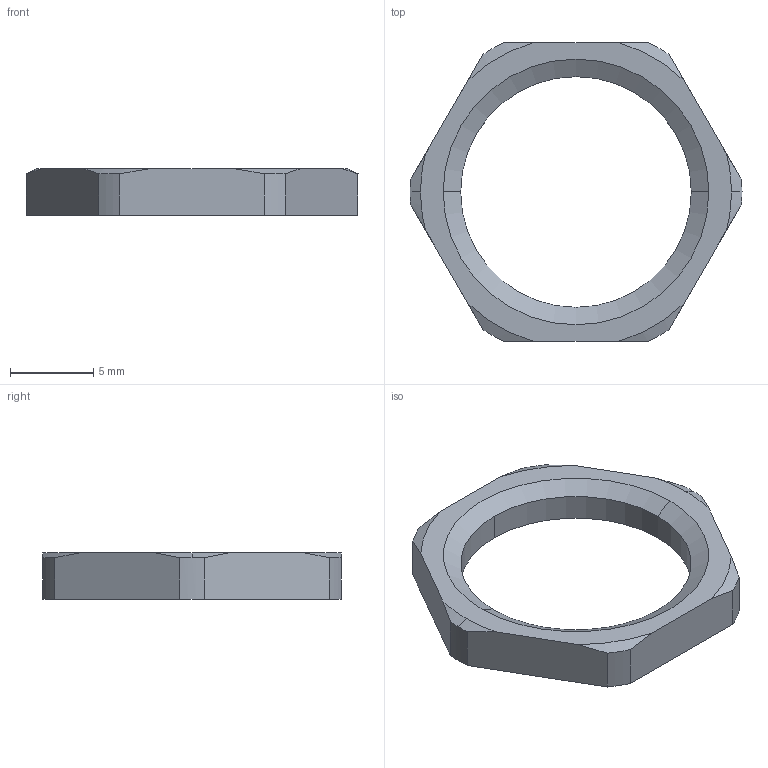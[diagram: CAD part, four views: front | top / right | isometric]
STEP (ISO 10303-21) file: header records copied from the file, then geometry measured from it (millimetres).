
FILE_DESCRIPTION(('HOOPS Exchange Step'),'2;1');
FILE_NAME('export-F0C54693-C822-4348-A29D-7C836036D5C9.stp','2023-04-27T15:24:21+02:00',('Engineering'),('Alibre'),'HOOPS Exchange 2021.0','Alibre','Unknown authorisation');
FILE_SCHEMA( ('AP242_MANAGED_MODEL_BASED_3D_ENGINEERING_MIM_LF {1 0 10303 442 1 1 4 }') );
Length unit declared in the file: millimetre
Products named in the file (1): 3194 M12 4-poles Panel Nut PG9 - 1504084
Bounding box: 20 x 18 x 2.8 mm (x, y, z)
Volume: 325.5 mm3; surface area: 505.3 mm2
Topology: 1 solids, 1 shells, 28 faces, 80 edges, 54 vertices
Faces by surface type: cone 12, plane 8, cylinder 8
Entity records: 1015 total; most frequent: CARTESIAN_POINT 224, DIRECTION 164, ORIENTED_EDGE 160, EDGE_CURVE 80, AXIS2_PLACEMENT_3D 66, VERTEX_POINT 54, CIRCLE 36, VECTOR 32
